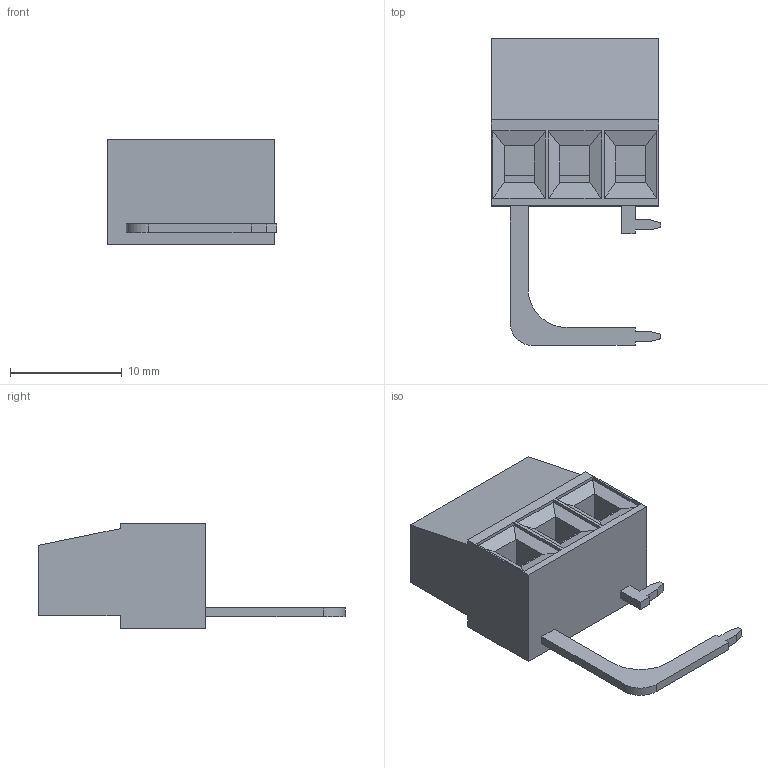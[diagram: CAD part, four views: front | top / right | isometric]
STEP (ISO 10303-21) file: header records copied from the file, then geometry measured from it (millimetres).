
FILE_DESCRIPTION(('STEP AP214'),'1');
FILE_NAME('ML252-10-D-LC.stp','2018-10-31T09:22:45',(' '),(' '),'Spatial InterOp 3D',' ',' ');
FILE_SCHEMA(('automotive_design'));
Length unit declared in the file: metre
Products named in the file (1): 1
Bounding box: 15.2 x 27.5 x 9.5 mm (x, y, z)
Volume: 1658 mm3; surface area: 1399.9 mm2
Topology: 1 solids, 1 shells, 111 faces, 286 edges, 185 vertices
Faces by surface type: plane 106, cylinder 5
Full cylindrical faces by diameter (mm): 3.8 x3
Entity records: 4163 total; most frequent: CARTESIAN_POINT 574, ORIENTED_EDGE 560, DIRECTION 520, EDGE_CURVE 280, LINE 264, VECTOR 264, VERTEX_POINT 182, AXIS2_PLACEMENT_3D 128
